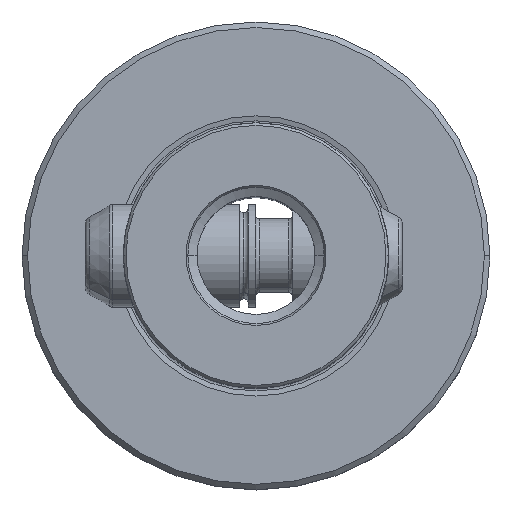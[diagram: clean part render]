
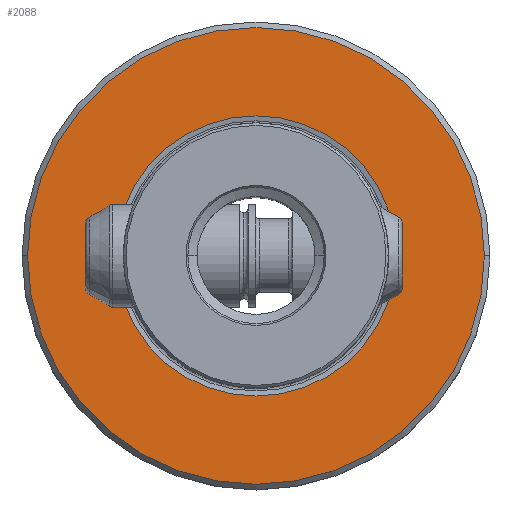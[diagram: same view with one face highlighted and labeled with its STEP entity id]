
A CAD part, top view. The second image highlights one B-rep face of the part: STEP entity #2088.
In plain terms, the highlighted planar face has unit normal (0, 0, 1).
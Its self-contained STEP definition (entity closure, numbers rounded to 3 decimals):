
#952=VERTEX_POINT('NONE',#2404);
#992=VERTEX_POINT('NONE',#2451);
#1124=VERTEX_POINT('NONE',#2599);
#1238=EDGE_CURVE('NONE',#1458,#992,#2722,.T.);
#1414=EDGE_CURVE('NONE',#1124,#952,#2909,.T.);
#1458=VERTEX_POINT('NONE',#2958);
#1746=EDGE_CURVE('NONE',#992,#1458,#3287,.T.);
#1752=EDGE_CURVE('NONE',#952,#1124,#3293,.T.);
#2088=ADVANCED_FACE('NONE',(#3676,#3677),#3678,.T.);
#2404=CARTESIAN_POINT('',(19.012,0.0,0.0));
#2451=CARTESIAN_POINT('',(-31.0,0.0,0.0));
#2599=CARTESIAN_POINT('',(-19.012,0.,0.0));
#2722=CIRCLE('',#4876,31.0);
#2909=CIRCLE('',#5189,19.012);
#2958=CARTESIAN_POINT('',(31.0,0.,0.0));
#3287=CIRCLE('',#5781,31.0);
#3293=CIRCLE('',#5841,19.012);
#3676=FACE_OUTER_BOUND('',#6494,.T.);
#3677=FACE_BOUND('',#6495,.T.);
#3678=PLANE('',#6496);
#4876=AXIS2_PLACEMENT_3D('',#7246,#7247,#7248);
#5189=AXIS2_PLACEMENT_3D('',#7442,#7443,#7444);
#5781=AXIS2_PLACEMENT_3D('',#7955,#7956,#7957);
#5841=AXIS2_PLACEMENT_3D('',#7961,#7962,#7963);
#6494=EDGE_LOOP('',(#8471,#8472));
#6495=EDGE_LOOP('',(#8473,#8474));
#6496=AXIS2_PLACEMENT_3D('',#8475,#8476,#8477);
#7246=CARTESIAN_POINT('',(0.0,0.0,0.0));
#7247=DIRECTION('',(0.0,0.0,-1.0));
#7248=DIRECTION('',(1.0,0.0,0.0));
#7442=CARTESIAN_POINT('',(0.0,0.0,0.0));
#7443=DIRECTION('',(0.0,0.0,1.0));
#7444=DIRECTION('',(1.0,0.0,0.0));
#7955=CARTESIAN_POINT('',(0.0,0.0,0.0));
#7956=DIRECTION('',(0.0,0.0,-1.0));
#7957=DIRECTION('',(1.0,0.0,0.0));
#7961=CARTESIAN_POINT('',(0.0,0.0,0.0));
#7962=DIRECTION('',(0.0,0.0,1.0));
#7963=DIRECTION('',(1.0,0.0,0.0));
#8471=ORIENTED_EDGE('',*,*,#1746,.F.);
#8472=ORIENTED_EDGE('',*,*,#1238,.F.);
#8473=ORIENTED_EDGE('',*,*,#1752,.F.);
#8474=ORIENTED_EDGE('',*,*,#1414,.F.);
#8475=CARTESIAN_POINT('',(0.0,18.0,0.0));
#8476=DIRECTION('',(0.0,0.0,1.0));
#8477=DIRECTION('',(1.0,0.0,0.0));
